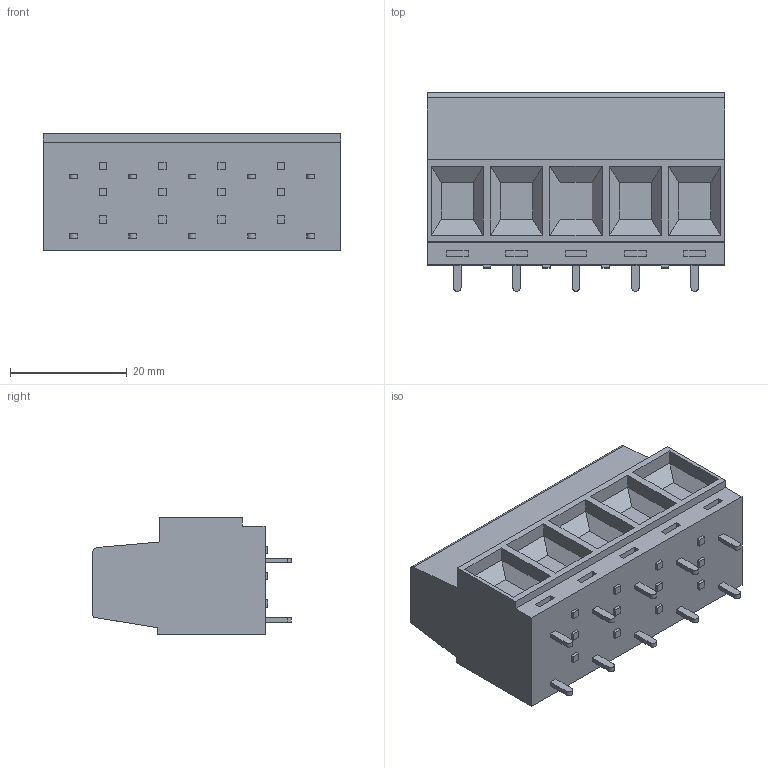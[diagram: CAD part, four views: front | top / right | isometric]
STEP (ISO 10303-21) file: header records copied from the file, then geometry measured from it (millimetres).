
FILE_DESCRIPTION (( 'STEP AP214' ), '1' );
FILE_NAME ('EM292905-UL.STEP', '2019-07-29T20:10:11', ( '' ), ( '' ), 'SwSTEP 2.0', 'SolidWorks 2017', '' );
FILE_SCHEMA (( 'AUTOMOTIVE_DESIGN' ));
Length unit declared in the file: millimetre
Products named in the file (1): EM292905-UL
Bounding box: 50.82 x 34 x 20 mm (x, y, z)
Volume: 22816.5 mm3; surface area: 7696.4 mm2
Topology: 1 solids, 1 shells, 249 faces, 598 edges, 392 vertices
Faces by surface type: plane 217, cylinder 32
Entity records: 7622 total; most frequent: CARTESIAN_POINT 1390, ORIENTED_EDGE 1196, DIRECTION 1102, EDGE_CURVE 598, LINE 494, VECTOR 494, VERTEX_POINT 392, AXIS2_PLACEMENT_3D 304
